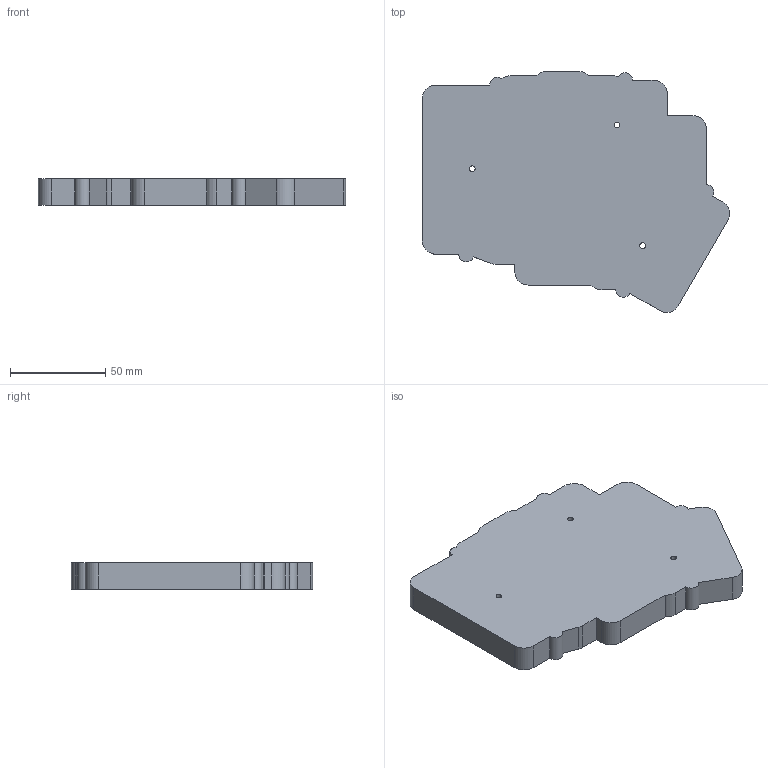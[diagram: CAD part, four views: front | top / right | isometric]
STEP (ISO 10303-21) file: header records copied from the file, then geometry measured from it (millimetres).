
FILE_DESCRIPTION (( 'STEP AP214' ), '1' );
FILE_NAME ('Breeze Magnetic Travel Case - Multibody.STEP', '2024-07-22T03:07:09', ( '' ), ( '' ), 'SwSTEP 2.0', 'SolidWorks 2023', '' );
FILE_SCHEMA (( 'AUTOMOTIVE_DESIGN' ));
Length unit declared in the file: millimetre
Products named in the file (1): Breeze Magnetic Travel Case - Multibody
Bounding box: 161.56 x 126.85 x 14.1 mm (x, y, z)
Volume: 53875.8 mm3; surface area: 45638.7 mm2
Topology: 1 solids, 1 shells, 160 faces, 427 edges, 284 vertices
Faces by surface type: cylinder 87, plane 73
Entity records: 5086 total; most frequent: DIRECTION 925, CARTESIAN_POINT 872, ORIENTED_EDGE 854, EDGE_CURVE 427, AXIS2_PLACEMENT_3D 337, VERTEX_POINT 284, VECTOR 251, LINE 251
